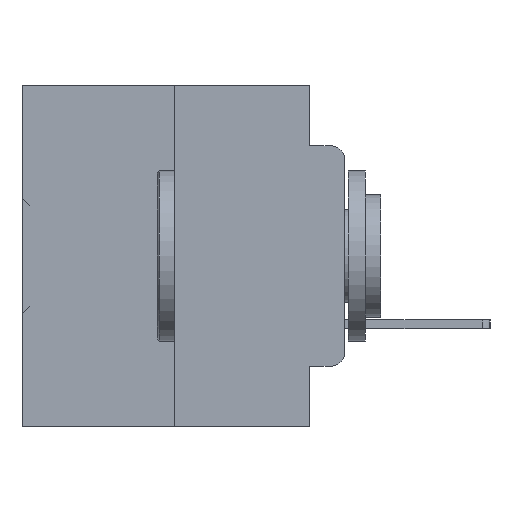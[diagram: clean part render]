
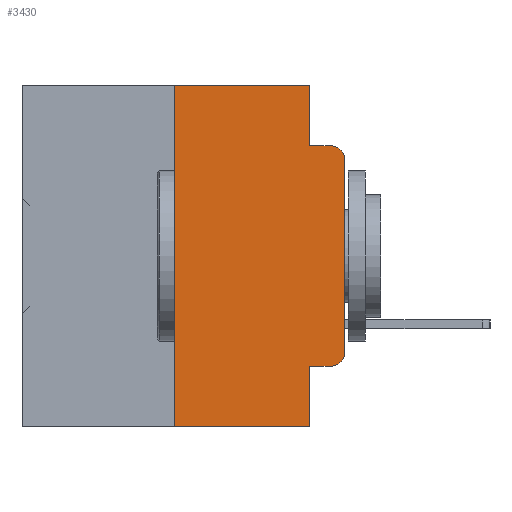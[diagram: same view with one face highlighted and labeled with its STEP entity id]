
A CAD part, left-side view. The second image highlights one B-rep face of the part: STEP entity #3430.
In plain terms, the highlighted planar face has unit normal (-1, 0, 0).
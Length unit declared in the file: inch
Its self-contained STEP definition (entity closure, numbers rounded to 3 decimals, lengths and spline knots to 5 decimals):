
#1408 = VERTEX_POINT ( 'NONE', #9903 ) ;
#1552 = CARTESIAN_POINT ( 'NONE',  ( 0., 0.051, -0.0885 ) ) ;
#3335 = CARTESIAN_POINT ( 'NONE',  ( 0., 0.473, 0. ) ) ;
#3430 = ADVANCED_FACE ( 'NONE', ( #17908 ), #36462, .F. ) ;
#4142 = VECTOR ( 'NONE', #28815, 39.37008 ) ;
#4373 = ORIENTED_EDGE ( 'NONE', *, *, #35779, .T. ) ;
#4565 = VERTEX_POINT ( 'NONE', #18815 ) ;
#4703 = EDGE_CURVE ( 'NONE', #28678, #19324, #16887, .T. ) ;
#4722 = VERTEX_POINT ( 'NONE', #14353 ) ;
#5147 = LINE ( 'NONE', #3335, #19780 ) ;
#5890 = CARTESIAN_POINT ( 'NONE',  ( 0., 0.051, -0.0885 ) ) ;
#6198 = DIRECTION ( 'NONE',  ( -1., 0., 0. ) ) ;
#6486 = VECTOR ( 'NONE', #16092, 39.37008 ) ;
#6645 = EDGE_CURVE ( 'NONE', #19324, #36381, #18994, .T. ) ;
#7279 = VECTOR ( 'NONE', #23003, 39.37008 ) ;
#8031 = ORIENTED_EDGE ( 'NONE', *, *, #4703, .T. ) ;
#8314 = LINE ( 'NONE', #1552, #6486 ) ;
#8496 = DIRECTION ( 'NONE',  ( 0., -1., 0. ) ) ;
#9068 = CARTESIAN_POINT ( 'NONE',  ( 0., 0.02, -0.0885 ) ) ;
#9109 = CARTESIAN_POINT ( 'NONE',  ( 0., 0.02, -0.3915 ) ) ;
#9903 = CARTESIAN_POINT ( 'NONE',  ( 0., 0.051, -0.5 ) ) ;
#12076 = DIRECTION ( 'NONE',  ( 0., 0., -1. ) ) ;
#12135 = DIRECTION ( 'NONE',  ( 0., -1., 0. ) ) ;
#12225 = CIRCLE ( 'NONE', #16782, 0.02 ) ;
#12550 = EDGE_CURVE ( 'NONE', #20107, #36381, #8314, .T. ) ;
#12852 = CARTESIAN_POINT ( 'NONE',  ( 0., 0.02, -0.4115 ) ) ;
#13869 = CARTESIAN_POINT ( 'NONE',  ( 0., 0.25, 0. ) ) ;
#14353 = CARTESIAN_POINT ( 'NONE',  ( 0., 0.25, -0.5 ) ) ;
#14714 = CARTESIAN_POINT ( 'NONE',  ( 0., 0.051, 0. ) ) ;
#15034 = VECTOR ( 'NONE', #35276, 39.37008 ) ;
#15097 = CARTESIAN_POINT ( 'NONE',  ( 0., 0.25, 0. ) ) ;
#16092 = DIRECTION ( 'NONE',  ( 0., -1., 0. ) ) ;
#16426 = DIRECTION ( 'NONE',  ( 0., 0., -1. ) ) ;
#16460 = EDGE_CURVE ( 'NONE', #31119, #20107, #36840, .T. ) ;
#16782 = AXIS2_PLACEMENT_3D ( 'NONE', #9109, #29444, #12076 ) ;
#16809 = ORIENTED_EDGE ( 'NONE', *, *, #16460, .F. ) ;
#16887 = LINE ( 'NONE', #37313, #7279 ) ;
#17055 = EDGE_LOOP ( 'NONE', ( #8031, #25628, #24759, #16809, #28891, #25310, #32847, #17735, #33662, #4373 ) ) ;
#17658 = DIRECTION ( 'NONE',  ( 0., 0., -1. ) ) ;
#17735 = ORIENTED_EDGE ( 'NONE', *, *, #20365, .F. ) ;
#17908 = FACE_OUTER_BOUND ( 'NONE', #17055, .T. ) ;
#18405 = EDGE_CURVE ( 'NONE', #4722, #21083, #30442, .T. ) ;
#18815 = CARTESIAN_POINT ( 'NONE',  ( 0., 0.051, -0.4115 ) ) ;
#18994 = CIRCLE ( 'NONE', #29535, 0.02 ) ;
#19214 = CARTESIAN_POINT ( 'NONE',  ( 0., 0.473, 0. ) ) ;
#19324 = VERTEX_POINT ( 'NONE', #28711 ) ;
#19780 = VECTOR ( 'NONE', #12135, 39.37008 ) ;
#20107 = VERTEX_POINT ( 'NONE', #5890 ) ;
#20365 = EDGE_CURVE ( 'NONE', #4565, #1408, #25352, .T. ) ;
#20622 = CARTESIAN_POINT ( 'NONE',  ( 0., 0.051, 0. ) ) ;
#21083 = VERTEX_POINT ( 'NONE', #13869 ) ;
#21565 = VECTOR ( 'NONE', #17658, 39.37008 ) ;
#21713 = CARTESIAN_POINT ( 'NONE',  ( 0., 0.051, 0. ) ) ;
#22829 = VERTEX_POINT ( 'NONE', #12852 ) ;
#23003 = DIRECTION ( 'NONE',  ( 0., 0., 1. ) ) ;
#23671 = CARTESIAN_POINT ( 'NONE',  ( 0., 0.02, -0.1085 ) ) ;
#23898 = AXIS2_PLACEMENT_3D ( 'NONE', #19214, #33708, #16426 ) ;
#24387 = EDGE_CURVE ( 'NONE', #21083, #31119, #5147, .T. ) ;
#24463 = VECTOR ( 'NONE', #36028, 39.37008 ) ;
#24470 = VECTOR ( 'NONE', #8496, 39.37008 ) ;
#24759 = ORIENTED_EDGE ( 'NONE', *, *, #12550, .F. ) ;
#25310 = ORIENTED_EDGE ( 'NONE', *, *, #18405, .F. ) ;
#25352 = LINE ( 'NONE', #21713, #24463 ) ;
#25628 = ORIENTED_EDGE ( 'NONE', *, *, #6645, .T. ) ;
#25890 = CARTESIAN_POINT ( 'NONE',  ( 0., 0.051, -0.4115 ) ) ;
#26542 = DIRECTION ( 'NONE',  ( 0., 0., -1. ) ) ;
#27327 = LINE ( 'NONE', #25890, #4142 ) ;
#28678 = VERTEX_POINT ( 'NONE', #28998 ) ;
#28711 = CARTESIAN_POINT ( 'NONE',  ( 0., 0., -0.1085 ) ) ;
#28712 = CARTESIAN_POINT ( 'NONE',  ( 0., 0.473, -0.5 ) ) ;
#28815 = DIRECTION ( 'NONE',  ( 0., -1., 0. ) ) ;
#28891 = ORIENTED_EDGE ( 'NONE', *, *, #24387, .F. ) ;
#28998 = CARTESIAN_POINT ( 'NONE',  ( 0., 0., -0.3915 ) ) ;
#29444 = DIRECTION ( 'NONE',  ( -1., 0., 0. ) ) ;
#29535 = AXIS2_PLACEMENT_3D ( 'NONE', #23671, #6198, #26542 ) ;
#30442 = LINE ( 'NONE', #15097, #15034 ) ;
#30994 = EDGE_CURVE ( 'NONE', #4722, #1408, #32135, .T. ) ;
#31119 = VERTEX_POINT ( 'NONE', #20622 ) ;
#32135 = LINE ( 'NONE', #28712, #24470 ) ;
#32847 = ORIENTED_EDGE ( 'NONE', *, *, #30994, .T. ) ;
#33662 = ORIENTED_EDGE ( 'NONE', *, *, #33862, .T. ) ;
#33708 = DIRECTION ( 'NONE',  ( 1., 0., 0. ) ) ;
#33862 = EDGE_CURVE ( 'NONE', #4565, #22829, #27327, .T. ) ;
#35276 = DIRECTION ( 'NONE',  ( 0., 0., 1. ) ) ;
#35779 = EDGE_CURVE ( 'NONE', #22829, #28678, #12225, .T. ) ;
#36028 = DIRECTION ( 'NONE',  ( 0., 0., -1. ) ) ;
#36381 = VERTEX_POINT ( 'NONE', #9068 ) ;
#36462 = PLANE ( 'NONE',  #23898 ) ;
#36840 = LINE ( 'NONE', #14714, #21565 ) ;
#37313 = CARTESIAN_POINT ( 'NONE',  ( 0., 0., 0. ) ) ;
